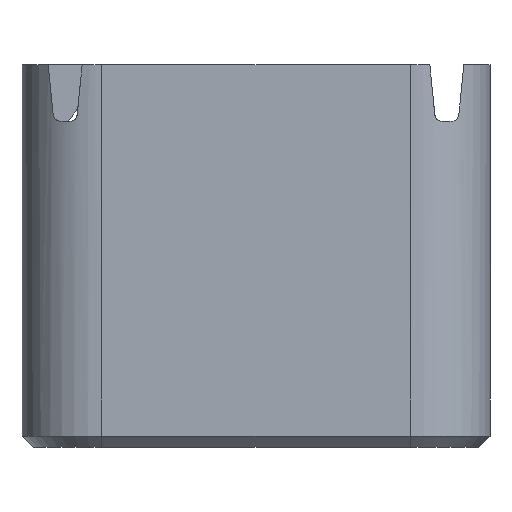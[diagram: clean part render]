
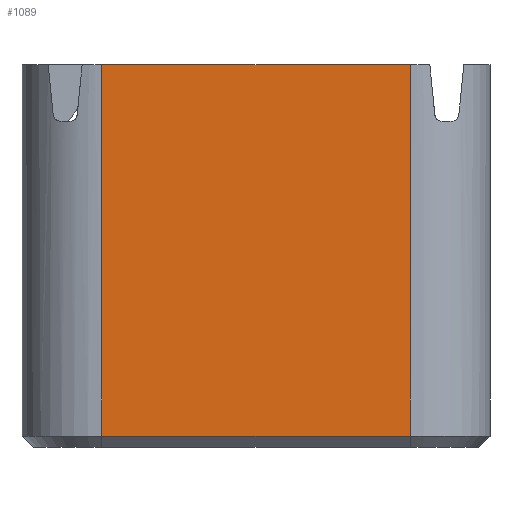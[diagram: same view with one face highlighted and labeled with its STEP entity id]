
A CAD part, left-side view. The second image highlights one B-rep face of the part: STEP entity #1089.
In plain terms, the highlighted planar face has unit normal (-1, 0, 0).
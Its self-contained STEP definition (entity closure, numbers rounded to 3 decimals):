
#32 = PLANE('',#33);
#33 = AXIS2_PLACEMENT_3D('',#34,#35,#36);
#34 = CARTESIAN_POINT('',(0.,0.,33.7));
#35 = DIRECTION('',(0.,0.,1.));
#36 = DIRECTION('',(1.,0.,0.));
#489 = CYLINDRICAL_SURFACE('',#490,7.);
#490 = AXIS2_PLACEMENT_3D('',#491,#492,#493);
#491 = CARTESIAN_POINT('',(7.,34.2,33.7));
#492 = DIRECTION('',(0.,0.,-1.));
#493 = DIRECTION('',(-1.,-0.,-0.));
#586 = VERTEX_POINT('',#587);
#587 = CARTESIAN_POINT('',(0.,34.2,33.7));
#613 = EDGE_CURVE('',#586,#614,#616,.T.);
#614 = VERTEX_POINT('',#615);
#615 = CARTESIAN_POINT('',(0.,7.,33.7));
#616 = SURFACE_CURVE('',#617,(#621,#628),.PCURVE_S1.);
#617 = LINE('',#618,#619);
#618 = CARTESIAN_POINT('',(0.,41.2,33.7));
#619 = VECTOR('',#620,1.);
#620 = DIRECTION('',(0.,-1.,0.));
#621 = PCURVE('',#32,#622);
#622 = DEFINITIONAL_REPRESENTATION('',(#623),#627);
#623 = LINE('',#624,#625);
#624 = CARTESIAN_POINT('',(0.,41.2));
#625 = VECTOR('',#626,1.);
#626 = DIRECTION('',(0.,-1.));
#627 = ( GEOMETRIC_REPRESENTATION_CONTEXT(2) 
PARAMETRIC_REPRESENTATION_CONTEXT() REPRESENTATION_CONTEXT('2D SPACE',''
  ) );
#628 = PCURVE('',#629,#634);
#629 = PLANE('',#630);
#630 = AXIS2_PLACEMENT_3D('',#631,#632,#633);
#631 = CARTESIAN_POINT('',(0.,0.,0.));
#632 = DIRECTION('',(1.,0.,0.));
#633 = DIRECTION('',(0.,0.,1.));
#634 = DEFINITIONAL_REPRESENTATION('',(#635),#639);
#635 = LINE('',#636,#637);
#636 = CARTESIAN_POINT('',(33.7,-41.2));
#637 = VECTOR('',#638,1.);
#638 = DIRECTION('',(0.,1.));
#639 = ( GEOMETRIC_REPRESENTATION_CONTEXT(2) 
PARAMETRIC_REPRESENTATION_CONTEXT() REPRESENTATION_CONTEXT('2D SPACE',''
  ) );
#656 = CYLINDRICAL_SURFACE('',#657,7.);
#657 = AXIS2_PLACEMENT_3D('',#658,#659,#660);
#658 = CARTESIAN_POINT('',(7.,7.,0.));
#659 = DIRECTION('',(0.,0.,1.));
#660 = DIRECTION('',(-1.,0.,0.));
#787 = EDGE_CURVE('',#788,#614,#790,.T.);
#788 = VERTEX_POINT('',#789);
#789 = CARTESIAN_POINT('',(0.,7.,1.));
#790 = SURFACE_CURVE('',#791,(#795,#802),.PCURVE_S1.);
#791 = LINE('',#792,#793);
#792 = CARTESIAN_POINT('',(0.,7.,0.));
#793 = VECTOR('',#794,1.);
#794 = DIRECTION('',(0.,0.,1.));
#795 = PCURVE('',#656,#796);
#796 = DEFINITIONAL_REPRESENTATION('',(#797),#801);
#797 = LINE('',#798,#799);
#798 = CARTESIAN_POINT('',(0.,0.));
#799 = VECTOR('',#800,1.);
#800 = DIRECTION('',(0.,1.));
#801 = ( GEOMETRIC_REPRESENTATION_CONTEXT(2) 
PARAMETRIC_REPRESENTATION_CONTEXT() REPRESENTATION_CONTEXT('2D SPACE',''
  ) );
#802 = PCURVE('',#629,#803);
#803 = DEFINITIONAL_REPRESENTATION('',(#804),#808);
#804 = LINE('',#805,#806);
#805 = CARTESIAN_POINT('',(0.,-7.));
#806 = VECTOR('',#807,1.);
#807 = DIRECTION('',(1.,0.));
#808 = ( GEOMETRIC_REPRESENTATION_CONTEXT(2) 
PARAMETRIC_REPRESENTATION_CONTEXT() REPRESENTATION_CONTEXT('2D SPACE',''
  ) );
#1089 = ADVANCED_FACE('',(#1090),#629,.F.);
#1090 = FACE_BOUND('',#1091,.F.);
#1091 = EDGE_LOOP('',(#1092,#1115,#1116,#1117));
#1092 = ORIENTED_EDGE('',*,*,#1093,.F.);
#1093 = EDGE_CURVE('',#586,#1094,#1096,.T.);
#1094 = VERTEX_POINT('',#1095);
#1095 = CARTESIAN_POINT('',(0.,34.2,1.));
#1096 = SURFACE_CURVE('',#1097,(#1101,#1108),.PCURVE_S1.);
#1097 = LINE('',#1098,#1099);
#1098 = CARTESIAN_POINT('',(0.,34.2,33.7));
#1099 = VECTOR('',#1100,1.);
#1100 = DIRECTION('',(0.,0.,-1.));
#1101 = PCURVE('',#629,#1102);
#1102 = DEFINITIONAL_REPRESENTATION('',(#1103),#1107);
#1103 = LINE('',#1104,#1105);
#1104 = CARTESIAN_POINT('',(33.7,-34.2));
#1105 = VECTOR('',#1106,1.);
#1106 = DIRECTION('',(-1.,0.));
#1107 = ( GEOMETRIC_REPRESENTATION_CONTEXT(2) 
PARAMETRIC_REPRESENTATION_CONTEXT() REPRESENTATION_CONTEXT('2D SPACE',''
  ) );
#1108 = PCURVE('',#489,#1109);
#1109 = DEFINITIONAL_REPRESENTATION('',(#1110),#1114);
#1110 = LINE('',#1111,#1112);
#1111 = CARTESIAN_POINT('',(0.,0.));
#1112 = VECTOR('',#1113,1.);
#1113 = DIRECTION('',(0.,1.));
#1114 = ( GEOMETRIC_REPRESENTATION_CONTEXT(2) 
PARAMETRIC_REPRESENTATION_CONTEXT() REPRESENTATION_CONTEXT('2D SPACE',''
  ) );
#1115 = ORIENTED_EDGE('',*,*,#613,.T.);
#1116 = ORIENTED_EDGE('',*,*,#787,.F.);
#1117 = ORIENTED_EDGE('',*,*,#1118,.F.);
#1118 = EDGE_CURVE('',#1094,#788,#1119,.T.);
#1119 = SURFACE_CURVE('',#1120,(#1124,#1131),.PCURVE_S1.);
#1120 = LINE('',#1121,#1122);
#1121 = CARTESIAN_POINT('',(0.,34.2,1.));
#1122 = VECTOR('',#1123,1.);
#1123 = DIRECTION('',(-0.,-1.,-0.));
#1124 = PCURVE('',#629,#1125);
#1125 = DEFINITIONAL_REPRESENTATION('',(#1126),#1130);
#1126 = LINE('',#1127,#1128);
#1127 = CARTESIAN_POINT('',(1.,-34.2));
#1128 = VECTOR('',#1129,1.);
#1129 = DIRECTION('',(-0.,1.));
#1130 = ( GEOMETRIC_REPRESENTATION_CONTEXT(2) 
PARAMETRIC_REPRESENTATION_CONTEXT() REPRESENTATION_CONTEXT('2D SPACE',''
  ) );
#1131 = PCURVE('',#1132,#1137);
#1132 = PLANE('',#1133);
#1133 = AXIS2_PLACEMENT_3D('',#1134,#1135,#1136);
#1134 = CARTESIAN_POINT('',(0.5,34.2,0.5));
#1135 = DIRECTION('',(-0.707,0.,-0.707));
#1136 = DIRECTION('',(0.,1.,0.));
#1137 = DEFINITIONAL_REPRESENTATION('',(#1138),#1142);
#1138 = LINE('',#1139,#1140);
#1139 = CARTESIAN_POINT('',(-0.,-0.707));
#1140 = VECTOR('',#1141,1.);
#1141 = DIRECTION('',(-1.,0.));
#1142 = ( GEOMETRIC_REPRESENTATION_CONTEXT(2) 
PARAMETRIC_REPRESENTATION_CONTEXT() REPRESENTATION_CONTEXT('2D SPACE',''
  ) );
